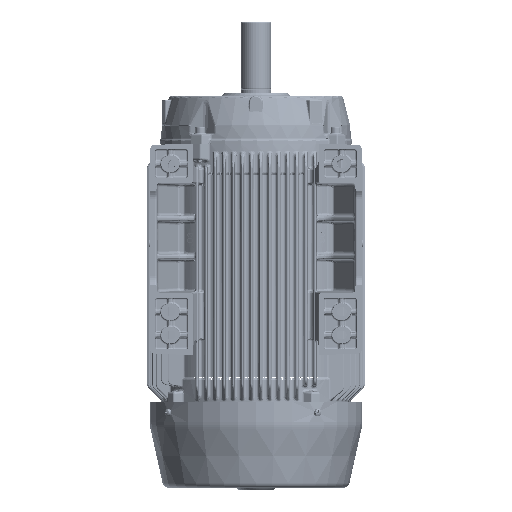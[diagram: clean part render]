
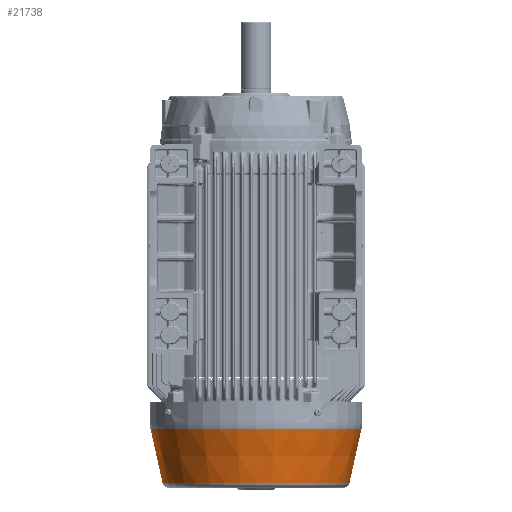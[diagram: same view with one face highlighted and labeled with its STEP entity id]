
A CAD part, front view. The second image highlights one B-rep face of the part: STEP entity #21738.
In plain terms, the highlighted conical face has half-angle 12.5 degrees and reference radius 152.263 mm.
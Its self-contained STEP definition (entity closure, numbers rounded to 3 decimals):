
#3742=CONICAL_SURFACE('',#151594,152.263,12.5);
#11781=CIRCLE('',#151591,171.815);
#11782=CIRCLE('',#151593,152.263);
#14274=FACE_BOUND('',#38691,.T.);
#14275=FACE_BOUND('',#38692,.T.);
#21738=ADVANCED_FACE('',(#14274,#14275),#3742,.T.);
#38691=EDGE_LOOP('',(#73941));
#38692=EDGE_LOOP('',(#73942));
#73941=ORIENTED_EDGE('',*,*,#115686,.T.);
#73942=ORIENTED_EDGE('',*,*,#115687,.F.);
#93813=VERTEX_POINT('',#297385);
#93814=VERTEX_POINT('',#297388);
#115686=EDGE_CURVE('',#93813,#93813,#11781,.T.);
#115687=EDGE_CURVE('',#93814,#93814,#11782,.T.);
#151591=AXIS2_PLACEMENT_3D('',#297384,#177842,#177843);
#151593=AXIS2_PLACEMENT_3D('',#297387,#177846,#177847);
#151594=AXIS2_PLACEMENT_3D('',#297389,#177848,#177849);
#177842=DIRECTION('',(0.,0.,-1.));
#177843=DIRECTION('',(-1.,0.,0.));
#177846=DIRECTION('',(0.,0.,-1.));
#177847=DIRECTION('',(-1.,0.,0.));
#177848=DIRECTION('',(0.,0.,1.));
#177849=DIRECTION('',(1.,0.,0.));
#297384=CARTESIAN_POINT('',(0.,0.,-552.972));
#297385=CARTESIAN_POINT('',(-171.815,0.,-552.972));
#297387=CARTESIAN_POINT('',(0.,0.,-641.164));
#297388=CARTESIAN_POINT('',(-152.263,0.,-641.164));
#297389=CARTESIAN_POINT('',(0.,0.,-641.164));
